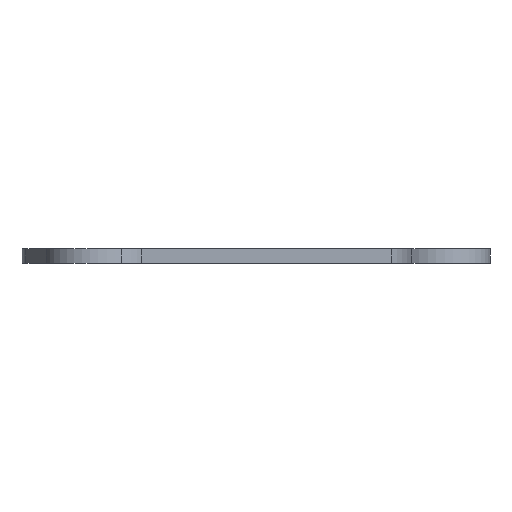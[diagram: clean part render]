
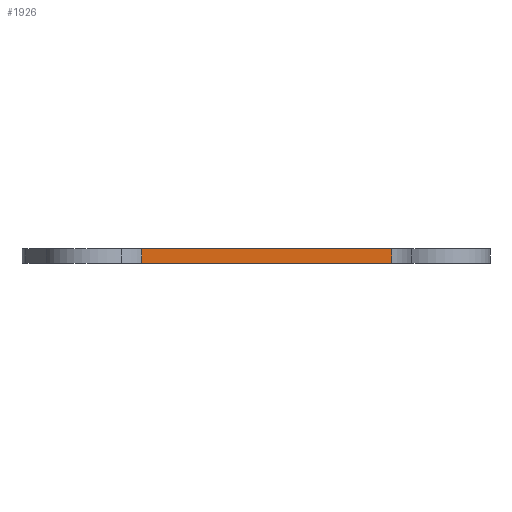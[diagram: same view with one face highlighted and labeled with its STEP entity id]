
A CAD part, front view. The second image highlights one B-rep face of the part: STEP entity #1926.
In plain terms, the highlighted planar face has unit normal (0, -1, 0).
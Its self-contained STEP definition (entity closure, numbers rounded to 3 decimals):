
#126=PLANE('',#2150);
#192=FACE_OUTER_BOUND('',#326,.T.);
#326=EDGE_LOOP('',(#1647,#1648,#1649,#1650));
#391=LINE('',#2851,#565);
#437=LINE('',#3049,#611);
#488=LINE('',#3241,#662);
#503=LINE('',#3269,#677);
#565=VECTOR('',#2249,10.);
#611=VECTOR('',#2421,10.);
#662=VECTOR('',#2592,10.);
#677=VECTOR('',#2633,10.);
#859=VERTEX_POINT('',#2848);
#860=VERTEX_POINT('',#2850);
#948=VERTEX_POINT('',#3046);
#949=VERTEX_POINT('',#3048);
#1048=EDGE_CURVE('',#859,#860,#391,.T.);
#1147=EDGE_CURVE('',#949,#948,#437,.T.);
#1244=EDGE_CURVE('',#860,#948,#488,.T.);
#1259=EDGE_CURVE('',#859,#949,#503,.T.);
#1647=ORIENTED_EDGE('',*,*,#1259,.T.);
#1648=ORIENTED_EDGE('',*,*,#1147,.T.);
#1649=ORIENTED_EDGE('',*,*,#1244,.F.);
#1650=ORIENTED_EDGE('',*,*,#1048,.F.);
#1926=ADVANCED_FACE('',(#192),#126,.F.);
#2150=AXIS2_PLACEMENT_3D('',#3270,#2634,#2635);
#2249=DIRECTION('',(-1.,0.,0.));
#2421=DIRECTION('',(-1.,0.,0.));
#2592=DIRECTION('',(0.,0.,1.));
#2633=DIRECTION('',(0.,0.,1.));
#2634=DIRECTION('center_axis',(0.,1.,0.));
#2635=DIRECTION('ref_axis',(-1.,0.,0.));
#2848=CARTESIAN_POINT('',(17.367,-17.,0.));
#2850=CARTESIAN_POINT('',(-17.367,-17.,0.));
#2851=CARTESIAN_POINT('',(19.101,-17.,0.));
#3046=CARTESIAN_POINT('',(-17.367,-17.,2.));
#3048=CARTESIAN_POINT('',(17.367,-17.,2.));
#3049=CARTESIAN_POINT('',(19.101,-17.,2.));
#3241=CARTESIAN_POINT('',(-17.367,-17.,0.));
#3269=CARTESIAN_POINT('',(17.367,-17.,0.));
#3270=CARTESIAN_POINT('Origin',(19.101,-17.,0.));
